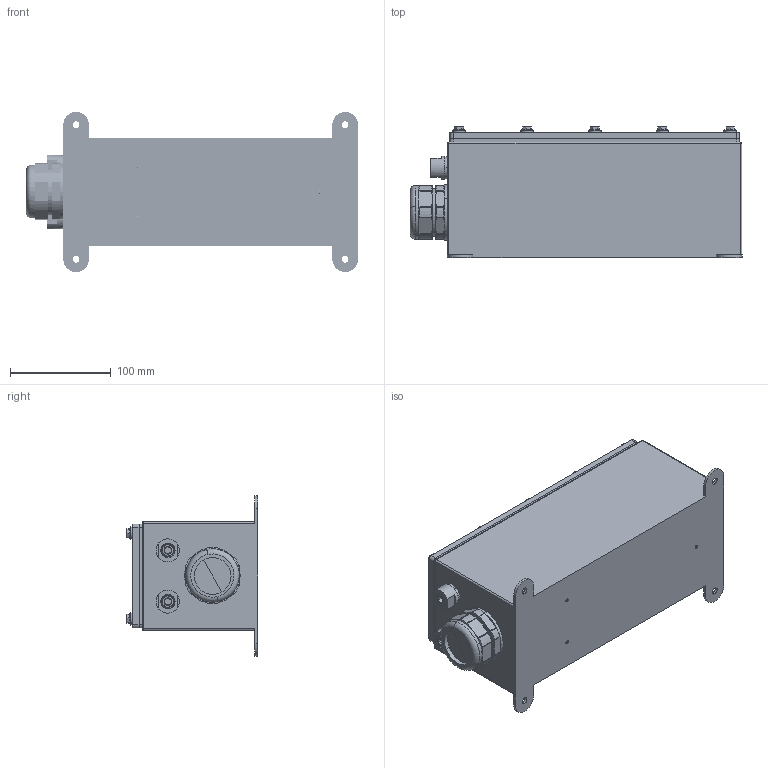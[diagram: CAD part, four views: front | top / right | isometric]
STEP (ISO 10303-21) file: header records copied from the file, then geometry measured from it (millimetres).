
FILE_DESCRIPTION (( 'STEP AP203' ), '1' );
FILE_NAME ('LL-EG.STEP', '2022-02-17T19:09:17', ( '' ), ( '' ), 'SwSTEP 2.0', 'SolidWorks 2021', '' );
FILE_SCHEMA (( 'CONFIG_CONTROL_DESIGN' ));
Length unit declared in the file: inch
Products named in the file (21): 400102; 93805A256_93805A256; PG36-N01; PG11-N03; 400053; LL-EG; 800005; 200692; 500211; SP-M5-2; PG36-01-01-01-01; 200292; 200295; 800009; 93625A150; PG36-I01; PG11-S01; PG36-S01; 800004; 4452K542_4452K542; PG36-B01
Assembly tree (46 placements, depth 3):
  LL-EG
    200295
      200692
      SP-M5-2  x10
      93805A256_93805A256  x3
    200292
    400053
    500211
    PG36-01-01-01-01
      PG36-B01
      PG36-I01
      PG36-S01
      PG36-N01
    93625A150  x3
    800004  x10
      800005
      400102
    PG11-N03  x2
    PG11-S01  x2
    800009  x2
    4452K542_4452K542  x2
Bounding box: 329.1 x 129.88 x 158.75 mm (x, y, z)
Volume: 658033.7 mm3; surface area: 449088.5 mm2
Topology: 56 solids, 56 shells, 2419 faces, 6197 edges, 4003 vertices
Faces by surface type: cylinder 1032, plane 857, cone 407, bspline 108, torus 11, sphere 4
Entity records: 43419 total; most frequent: CARTESIAN_POINT 23039, ORIENTED_EDGE 3734, DIRECTION 3506, EDGE_CURVE 1867, AXIS2_PLACEMENT_3D 1368, VERTEX_POINT 1192, EDGE_LOOP 875, LINE 770
